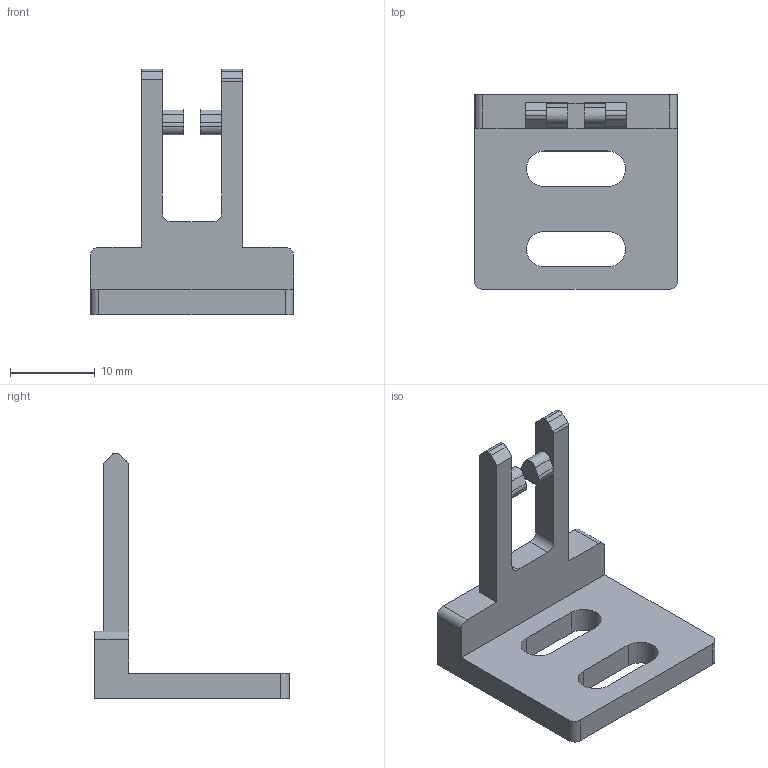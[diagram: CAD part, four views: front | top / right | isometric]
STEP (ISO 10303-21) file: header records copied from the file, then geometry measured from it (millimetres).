
FILE_DESCRIPTION(('VARGEN'),'2;1');
FILE_NAME('IE12_A1.stp','2006-07-14T 8:55:07',('SICK AG'),('SICK AG'),'OneSpace Designer STEP processor for AP214 (Solid Model)','OneSpace Designer 14.00A 08-Mar-2006 (C) CoCreate Software GmbH','');
FILE_SCHEMA(('AUTOMOTIVE_DESIGN { 1 0 10303 214 1 1 1 1 }'));
Length unit declared in the file: millimetre
Products named in the file (2): IE12_A1
Assembly tree (1 placements, depth 2):
  IE12_A1
    IE12_A1
Bounding box: 24 x 23 x 29 mm (x, y, z)
Volume: 2267.3 mm3; surface area: 2164.8 mm2
Topology: 1 solids, 1 shells, 57 faces, 157 edges, 102 vertices
Faces by surface type: plane 32, cylinder 25
Entity records: 1775 total; most frequent: ORIENTED_EDGE 314, CARTESIAN_POINT 299, DIRECTION 287, EDGE_CURVE 157, VECTOR 107, LINE 107, VERTEX_POINT 102, AXIS2_PLACEMENT_3D 90
